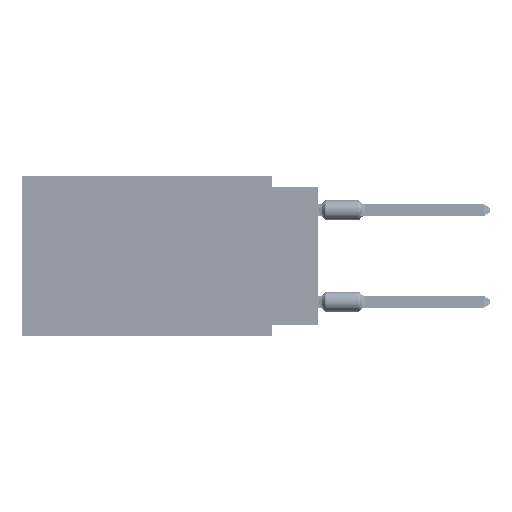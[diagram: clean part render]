
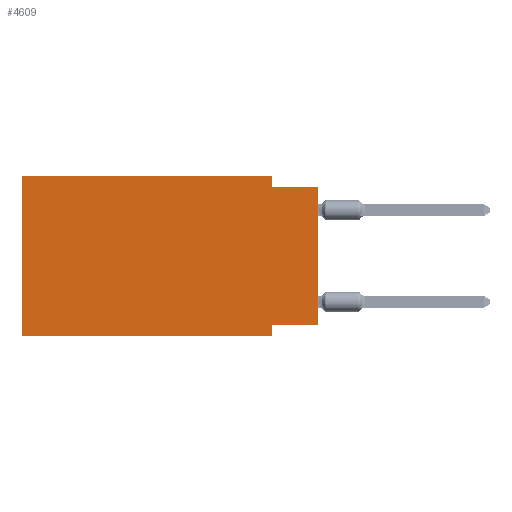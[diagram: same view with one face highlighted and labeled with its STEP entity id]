
A CAD part, left-side view. The second image highlights one B-rep face of the part: STEP entity #4609.
In plain terms, the highlighted planar face has unit normal (-1, 0, 0).
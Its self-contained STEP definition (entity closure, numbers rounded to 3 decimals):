
#107 = DIRECTION ( 'NONE',  ( 0., 0., 1. ) ) ;
#901 = CARTESIAN_POINT ( 'NONE',  ( 0., 16.383, -8.89 ) ) ;
#1350 = CARTESIAN_POINT ( 'NONE',  ( 0., 16.383, 0. ) ) ;
#2007 = DIRECTION ( 'NONE',  ( 0., 0., -1. ) ) ;
#4609 = ADVANCED_FACE ( 'NONE', ( #11654 ), #30394, .F. ) ;
#11005 = CARTESIAN_POINT ( 'NONE',  ( 0., 16.383, 0. ) ) ;
#11029 = ORIENTED_EDGE ( 'NONE', *, *, #54487, .F. ) ;
#11374 = VERTEX_POINT ( 'NONE', #27288 ) ;
#11654 = FACE_OUTER_BOUND ( 'NONE', #85690, .T. ) ;
#17244 = EDGE_CURVE ( 'NONE', #81534, #11374, #67582, .T. ) ;
#17335 = DIRECTION ( 'NONE',  ( 1., 0., 0. ) ) ;
#18895 = LINE ( 'NONE', #58961, #71240 ) ;
#19143 = VERTEX_POINT ( 'NONE', #83690 ) ;
#19793 = CARTESIAN_POINT ( 'NONE',  ( 0., 16.383, 0. ) ) ;
#19977 = EDGE_CURVE ( 'NONE', #31209, #31311, #44571, .T. ) ;
#21106 = ORIENTED_EDGE ( 'NONE', *, *, #71627, .F. ) ;
#21262 = ORIENTED_EDGE ( 'NONE', *, *, #19977, .T. ) ;
#23316 = VERTEX_POINT ( 'NONE', #28154 ) ;
#24980 = AXIS2_PLACEMENT_3D ( 'NONE', #19793, #17335, #46378 ) ;
#26399 = VECTOR ( 'NONE', #29490, 1000. ) ;
#27288 = CARTESIAN_POINT ( 'NONE',  ( 0., 2.54, -8.89 ) ) ;
#28154 = CARTESIAN_POINT ( 'NONE',  ( 0., 2.54, -8.255 ) ) ;
#28571 = ORIENTED_EDGE ( 'NONE', *, *, #46838, .F. ) ;
#29072 = CARTESIAN_POINT ( 'NONE',  ( 0., 16.383, -8.89 ) ) ;
#29490 = DIRECTION ( 'NONE',  ( 0., 1., 0. ) ) ;
#30247 = VECTOR ( 'NONE', #47946, 1000. ) ;
#30394 = PLANE ( 'NONE',  #24980 ) ;
#30699 = ORIENTED_EDGE ( 'NONE', *, *, #47869, .F. ) ;
#31155 = VERTEX_POINT ( 'NONE', #40539 ) ;
#31209 = VERTEX_POINT ( 'NONE', #46648 ) ;
#31311 = VERTEX_POINT ( 'NONE', #82375 ) ;
#32354 = DIRECTION ( 'NONE',  ( 0., -1., 0. ) ) ;
#33844 = LINE ( 'NONE', #61707, #43386 ) ;
#37601 = DIRECTION ( 'NONE',  ( 0., 0., 1. ) ) ;
#40539 = CARTESIAN_POINT ( 'NONE',  ( 0., 2.54, -0.635 ) ) ;
#40999 = LINE ( 'NONE', #53209, #43520 ) ;
#42122 = VERTEX_POINT ( 'NONE', #1350 ) ;
#42433 = ORIENTED_EDGE ( 'NONE', *, *, #49735, .F. ) ;
#43386 = VECTOR ( 'NONE', #2007, 1000. ) ;
#43438 = CARTESIAN_POINT ( 'NONE',  ( 0., 0., -8.255 ) ) ;
#43520 = VECTOR ( 'NONE', #67584, 1000. ) ;
#44571 = LINE ( 'NONE', #58065, #56939 ) ;
#46378 = DIRECTION ( 'NONE',  ( 0., 0., -1. ) ) ;
#46648 = CARTESIAN_POINT ( 'NONE',  ( 0., 0., -8.255 ) ) ;
#46838 = EDGE_CURVE ( 'NONE', #31155, #31311, #40999, .T. ) ;
#47869 = EDGE_CURVE ( 'NONE', #42122, #19143, #78592, .T. ) ;
#47946 = DIRECTION ( 'NONE',  ( 0., -1., 0. ) ) ;
#49735 = EDGE_CURVE ( 'NONE', #31209, #23316, #63044, .T. ) ;
#53209 = CARTESIAN_POINT ( 'NONE',  ( 0., 0., -0.635 ) ) ;
#54487 = EDGE_CURVE ( 'NONE', #81534, #42122, #18895, .T. ) ;
#55147 = VECTOR ( 'NONE', #62970, 1000. ) ;
#56939 = VECTOR ( 'NONE', #37601, 1000. ) ;
#58065 = CARTESIAN_POINT ( 'NONE',  ( 0., 0., 0. ) ) ;
#58961 = CARTESIAN_POINT ( 'NONE',  ( 0., 16.383, 0. ) ) ;
#59223 = ORIENTED_EDGE ( 'NONE', *, *, #17244, .T. ) ;
#61002 = EDGE_CURVE ( 'NONE', #19143, #31155, #75648, .T. ) ;
#61707 = CARTESIAN_POINT ( 'NONE',  ( 0., 2.54, -8.89 ) ) ;
#61729 = VECTOR ( 'NONE', #32354, 1000. ) ;
#62970 = DIRECTION ( 'NONE',  ( 0., 0., -1. ) ) ;
#63044 = LINE ( 'NONE', #43438, #26399 ) ;
#67582 = LINE ( 'NONE', #901, #30247 ) ;
#67584 = DIRECTION ( 'NONE',  ( 0., -1., 0. ) ) ;
#71240 = VECTOR ( 'NONE', #107, 1000. ) ;
#71627 = EDGE_CURVE ( 'NONE', #23316, #11374, #33844, .T. ) ;
#75648 = LINE ( 'NONE', #82624, #55147 ) ;
#78592 = LINE ( 'NONE', #11005, #61729 ) ;
#80277 = ORIENTED_EDGE ( 'NONE', *, *, #61002, .F. ) ;
#81534 = VERTEX_POINT ( 'NONE', #29072 ) ;
#82375 = CARTESIAN_POINT ( 'NONE',  ( 0., 0., -0.635 ) ) ;
#82624 = CARTESIAN_POINT ( 'NONE',  ( 0., 2.54, 0. ) ) ;
#83690 = CARTESIAN_POINT ( 'NONE',  ( 0., 2.54, 0. ) ) ;
#85690 = EDGE_LOOP ( 'NONE', ( #21262, #28571, #80277, #30699, #11029, #59223, #21106, #42433 ) ) ;
